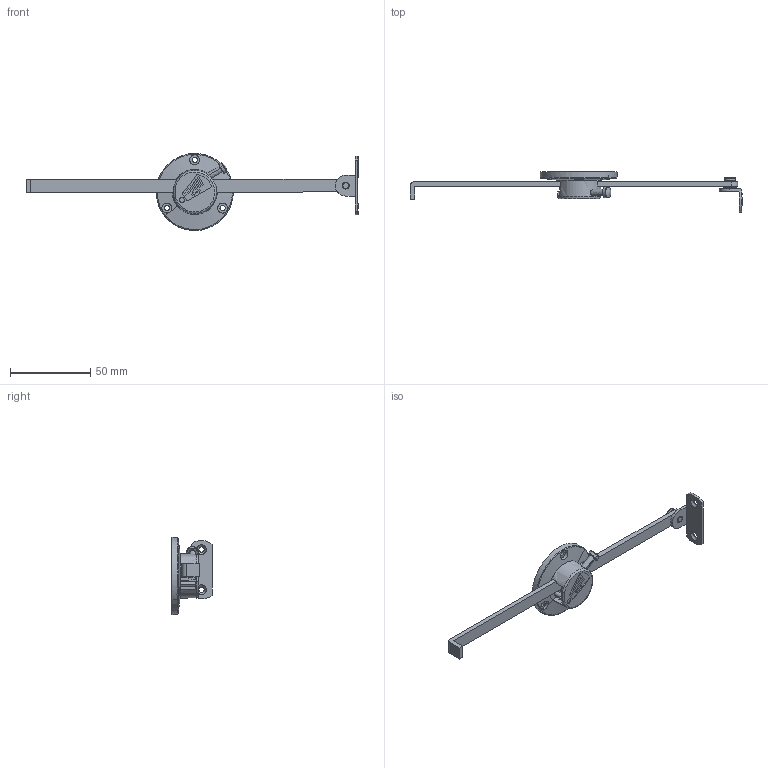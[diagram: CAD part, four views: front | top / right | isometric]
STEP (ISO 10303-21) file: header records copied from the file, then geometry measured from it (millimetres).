
FILE_DESCRIPTION((''),'2;1');
FILE_NAME('','2014-02-25T09:16:52',(''),(''),'','CADfix','');
FILE_SCHEMA(('AUTOMOTIVE_DESIGN { 1 0 10303 214 1 1 1 1 }'));
Length unit declared in the file: millimetre
Bounding box: 206.6 x 24.9 x 48 mm (x, y, z)
Volume: 16482.6 mm3; surface area: 14863.2 mm2
Topology: 3 solids, 3 shells, 243 faces, 721 edges, 514 vertices
Faces by surface type: bspline 243
Entity records: 9172 total; most frequent: CARTESIAN_POINT 5063, ORIENTED_EDGE 1442, EDGE_CURVE 721, VERTEX_POINT 514, QUASI_UNIFORM_CURVE 370, EDGE_LOOP 289, FACE_OUTER_BOUND 243, ADVANCED_FACE 243
